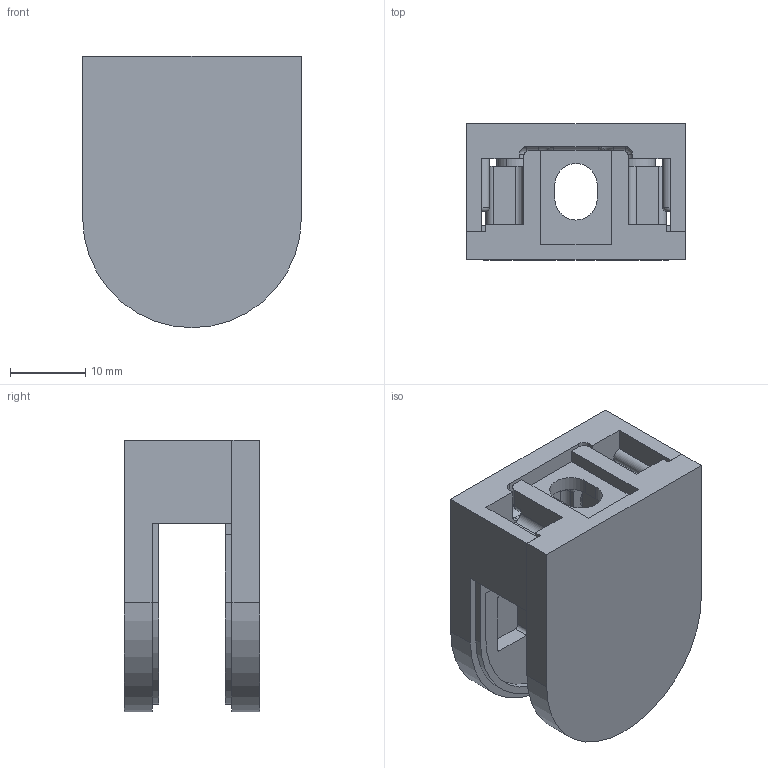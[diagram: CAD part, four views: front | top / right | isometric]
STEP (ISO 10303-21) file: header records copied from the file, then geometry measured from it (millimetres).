
FILE_DESCRIPTION (( 'STEP AP203' ), '1' );
FILE_NAME ('A_2800-000.STEP', '2020-10-16T07:47:59', ( '' ), ( '' ), 'SwSTEP 2.0', 'SolidWorks 2019', '' );
FILE_SCHEMA (( 'CONFIG_CONTROL_DESIGN' ));
Length unit declared in the file: millimetre
Products named in the file (4): A_2800-000.P1; A_2800-000.P2; Skrutka DIN 7991_Skrutka M 5x12; A_2800-000
Assembly tree (4 placements, depth 2):
  A_2800-000
    A_2800-000.P2
    A_2800-000.P1
    Skrutka DIN 7991_Skrutka M 5x12  x2
Bounding box: 29 x 18 x 36 mm (x, y, z)
Volume: 8330.8 mm3; surface area: 7826.6 mm2
Topology: 4 solids, 4 shells, 236 faces, 610 edges, 384 vertices
Faces by surface type: plane 114, cylinder 94, cone 16, sphere 8, torus 4
Entity records: 7084 total; most frequent: DIRECTION 1204, CARTESIAN_POINT 1146, ORIENTED_EDGE 1120, EDGE_CURVE 560, AXIS2_PLACEMENT_3D 418, LINE 368, VECTOR 368, VERTEX_POINT 360
